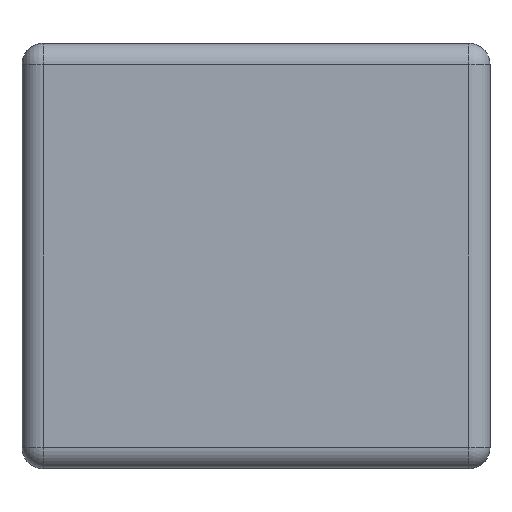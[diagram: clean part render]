
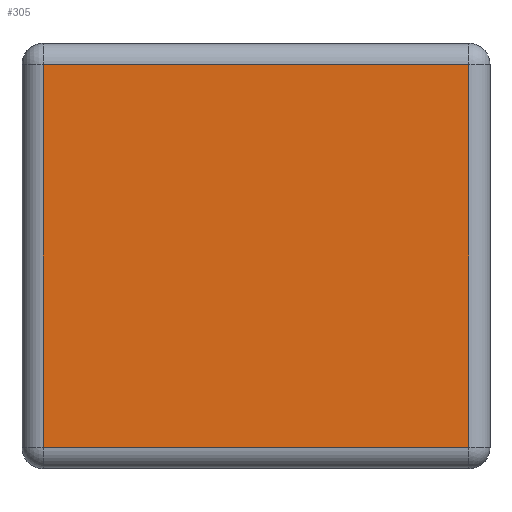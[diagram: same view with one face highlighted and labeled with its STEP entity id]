
A CAD part, left-side view. The second image highlights one B-rep face of the part: STEP entity #305.
In plain terms, the highlighted planar face has unit normal (-1, 0, 0).
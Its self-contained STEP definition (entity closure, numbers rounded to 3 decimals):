
#32 = VERTEX_POINT ( 'NONE', #915 ) ;
#49 = CARTESIAN_POINT ( 'NONE',  ( -0.3, 0.315, -0.15 ) ) ;
#53 = EDGE_LOOP ( 'NONE', ( #1348, #1231, #84, #274 ) ) ;
#84 = ORIENTED_EDGE ( 'NONE', *, *, #718, .T. ) ;
#159 = CARTESIAN_POINT ( 'NONE',  ( -0.3, 0.33, -0.135 ) ) ;
#205 = LINE ( 'NONE', #338, #390 ) ;
#274 = ORIENTED_EDGE ( 'NONE', *, *, #799, .T. ) ;
#287 = LINE ( 'NONE', #49, #387 ) ;
#305 = ADVANCED_FACE ( 'NONE', ( #477 ), #716, .F. ) ;
#317 = VERTEX_POINT ( 'NONE', #1441 ) ;
#338 = CARTESIAN_POINT ( 'NONE',  ( -0.3, 0.015, -0.15 ) ) ;
#387 = VECTOR ( 'NONE', #769, 1000. ) ;
#390 = VECTOR ( 'NONE', #826, 1000. ) ;
#426 = EDGE_CURVE ( 'NONE', #32, #431, #287, .T. ) ;
#431 = VERTEX_POINT ( 'NONE', #874 ) ;
#477 = FACE_OUTER_BOUND ( 'NONE', #53, .T. ) ;
#512 = EDGE_CURVE ( 'NONE', #431, #603, #741, .T. ) ;
#603 = VERTEX_POINT ( 'NONE', #1413 ) ;
#612 = CARTESIAN_POINT ( 'NONE',  ( -0.3, 0.33, 0.135 ) ) ;
#716 = PLANE ( 'NONE',  #887 ) ;
#718 = EDGE_CURVE ( 'NONE', #603, #317, #205, .T. ) ;
#741 = LINE ( 'NONE', #159, #1384 ) ;
#769 = DIRECTION ( 'NONE',  ( 0., 0., -1. ) ) ;
#799 = EDGE_CURVE ( 'NONE', #317, #32, #1490, .T. ) ;
#823 = DIRECTION ( 'NONE',  ( 1., 0., 0. ) ) ;
#826 = DIRECTION ( 'NONE',  ( 0., 0., 1. ) ) ;
#848 = DIRECTION ( 'NONE',  ( 0., 1., 0. ) ) ;
#874 = CARTESIAN_POINT ( 'NONE',  ( -0.3, 0.315, -0.135 ) ) ;
#887 = AXIS2_PLACEMENT_3D ( 'NONE', #1455, #823, #1444 ) ;
#915 = CARTESIAN_POINT ( 'NONE',  ( -0.3, 0.315, 0.135 ) ) ;
#1001 = DIRECTION ( 'NONE',  ( 0., -1., 0. ) ) ;
#1135 = VECTOR ( 'NONE', #848, 1000. ) ;
#1231 = ORIENTED_EDGE ( 'NONE', *, *, #512, .T. ) ;
#1348 = ORIENTED_EDGE ( 'NONE', *, *, #426, .T. ) ;
#1384 = VECTOR ( 'NONE', #1001, 1000. ) ;
#1413 = CARTESIAN_POINT ( 'NONE',  ( -0.3, 0.015, -0.135 ) ) ;
#1441 = CARTESIAN_POINT ( 'NONE',  ( -0.3, 0.015, 0.135 ) ) ;
#1444 = DIRECTION ( 'NONE',  ( 0., 0., -1. ) ) ;
#1455 = CARTESIAN_POINT ( 'NONE',  ( -0.3, 0.33, -0.15 ) ) ;
#1490 = LINE ( 'NONE', #612, #1135 ) ;
